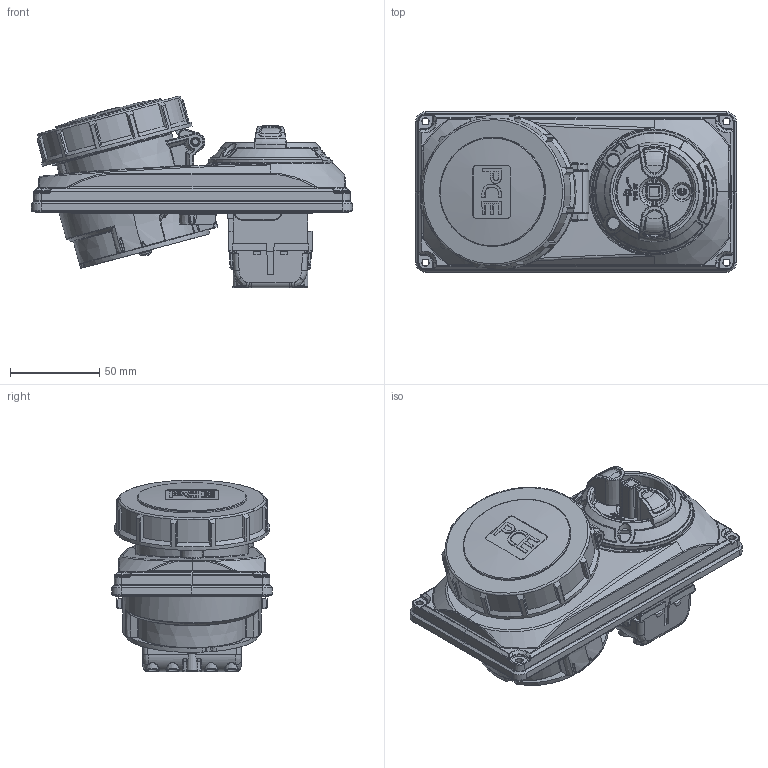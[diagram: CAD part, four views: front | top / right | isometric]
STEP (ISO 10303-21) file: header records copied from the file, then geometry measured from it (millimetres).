
FILE_DESCRIPTION (( 'STEP AP203' ), '1' );
FILE_NAME ('60152-6.STEP', '2018-05-14T09:57:10', ( '' ), ( '' ), 'SwSTEP 2.0', 'SolidWorks 2016', '' );
FILE_SCHEMA (( 'CONFIG_CONTROL_DESIGN' ));
Products named in the file (1): 60152-6
Bounding box: 180.28 x 90 x 107.5 mm (x, y, z)
Volume: 700429.6 mm3; surface area: 111899.5 mm2
Topology: 1 solids, 1 shells, 4465 faces, 10942 edges, 6520 vertices
Faces by surface type: bspline 1512, plane 1308, cylinder 921, torus 300, cone 246, sphere 178
Full cylindrical faces by diameter (mm): 3.4 x2, 4 x16, 4.1 x2, 4.25 x4, 4.4 x4, 4.7 x1, 5.4 x5, 7.6 x1, 52 x1, 59.8 x1, 61.4 x1, 87 x1
Entity records: 183537 total; most frequent: CARTESIAN_POINT 93522, ORIENTED_EDGE 21114, DIRECTION 15290, EDGE_CURVE 10557, VERTEX_POINT 6408, AXIS2_PLACEMENT_3D 5914, EDGE_LOOP 4817, FACE_OUTER_BOUND 4566
